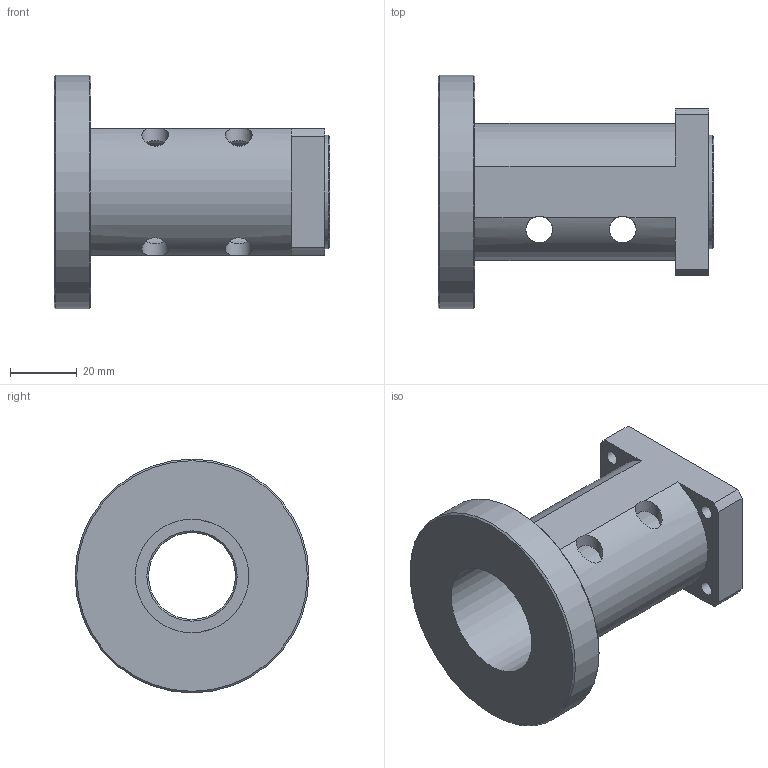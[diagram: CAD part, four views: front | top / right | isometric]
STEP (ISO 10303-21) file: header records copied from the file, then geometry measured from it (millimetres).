
FILE_DESCRIPTION(/* description */ (''),/* implementation_level */ '2;1');
FILE_NAME(/* name */ 'VK CTJ90 70 GESM14.stp',/* time_stamp */ '2015-08-28T10:25:07+01:00',/* author */ ('Hypex'),/* organization */ ('Hypex'),/* preprocessor_version */ 'ST-DEVELOPER v15.2',/* originating_system */ 'Autodesk Inventor 2014',/* authorisation */ '');
FILE_SCHEMA (('AUTOMOTIVE_DESIGN { 1 0 10303 214 3 1 1 }'));
Length unit declared in the file: millimetre
Products named in the file (1): VK CTJ90 70 GESM14
Bounding box: 82.5 x 70 x 70 mm (x, y, z)
Volume: 67845.2 mm3; surface area: 28486.7 mm2
Topology: 1 solids, 1 shells, 34 faces, 99 edges, 66 vertices
Faces by surface type: cylinder 18, plane 11, cone 5
Full cylindrical faces by diameter (mm): 4.2 x4, 8 x4, 26 x1, 34 x2, 70 x1
Entity records: 1299 total; most frequent: CARTESIAN_POINT 449, DIRECTION 172, ORIENTED_EDGE 146, EDGE_CURVE 73, AXIS2_PLACEMENT_3D 72, EDGE_LOOP 68, VERTEX_POINT 57, FACE_BOUND 39
